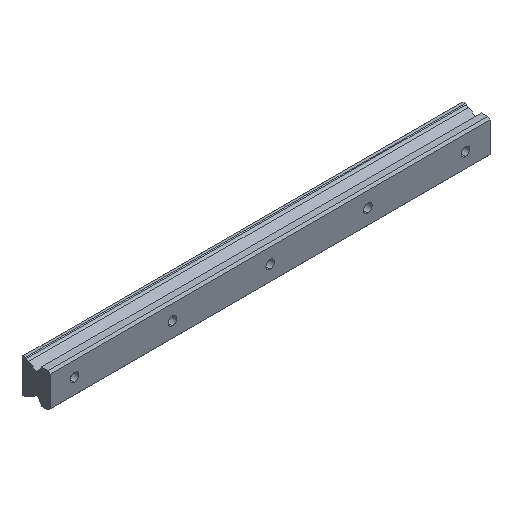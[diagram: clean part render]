
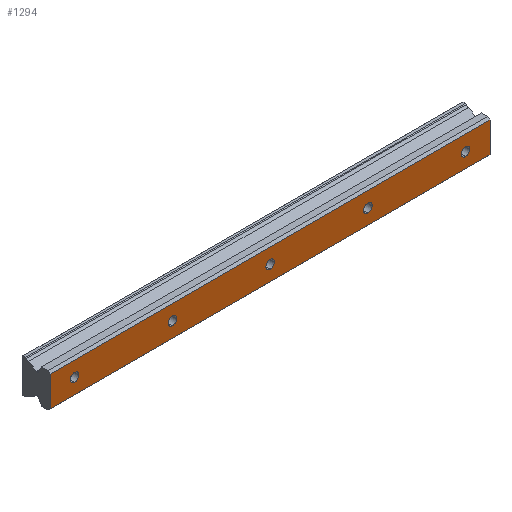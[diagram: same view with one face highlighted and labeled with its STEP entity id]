
A CAD part, isometric view. The second image highlights one B-rep face of the part: STEP entity #1294.
In plain terms, the highlighted planar face has unit normal (0, -1, 0).
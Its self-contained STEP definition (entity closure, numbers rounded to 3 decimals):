
#15 = CARTESIAN_POINT ( 'NONE',  ( 320., 0., 0. ) ) ;
#17 = CIRCLE ( 'NONE', #765, 3.5 ) ;
#18 = CARTESIAN_POINT ( 'NONE',  ( 80., 0., 0. ) ) ;
#28 = DIRECTION ( 'NONE',  ( 0., -1., 0. ) ) ;
#31 = ORIENTED_EDGE ( 'NONE', *, *, #979, .F. ) ;
#60 = DIRECTION ( 'NONE',  ( 0., 0., 1. ) ) ;
#69 = CIRCLE ( 'NONE', #483, 3.5 ) ;
#80 = VERTEX_POINT ( 'NONE', #1450 ) ;
#89 = DIRECTION ( 'NONE',  ( 0., 0., 1. ) ) ;
#92 = CARTESIAN_POINT ( 'NONE',  ( 240., 0., -3.5 ) ) ;
#114 = ORIENTED_EDGE ( 'NONE', *, *, #618, .F. ) ;
#122 = ORIENTED_EDGE ( 'NONE', *, *, #1531, .F. ) ;
#130 = CARTESIAN_POINT ( 'NONE',  ( 160., 0., -3.5 ) ) ;
#133 = CARTESIAN_POINT ( 'NONE',  ( 80., 0., 0. ) ) ;
#152 = CARTESIAN_POINT ( 'NONE',  ( 340., 0., 12.3 ) ) ;
#182 = ORIENTED_EDGE ( 'NONE', *, *, #795, .F. ) ;
#183 = CARTESIAN_POINT ( 'NONE',  ( 0., 0., 3.5 ) ) ;
#192 = DIRECTION ( 'NONE',  ( 0., 0., -1. ) ) ;
#239 = ORIENTED_EDGE ( 'NONE', *, *, #726, .F. ) ;
#256 = AXIS2_PLACEMENT_3D ( 'NONE', #720, #1257, #1505 ) ;
#258 = CIRCLE ( 'NONE', #256, 3.5 ) ;
#269 = ORIENTED_EDGE ( 'NONE', *, *, #1631, .F. ) ;
#305 = DIRECTION ( 'NONE',  ( 0., 0., 1. ) ) ;
#306 = VERTEX_POINT ( 'NONE', #1565 ) ;
#307 = DIRECTION ( 'NONE',  ( 0., 0., 1. ) ) ;
#336 = VECTOR ( 'NONE', #1557, 1000. ) ;
#368 = VECTOR ( 'NONE', #192, 1000. ) ;
#379 = EDGE_LOOP ( 'NONE', ( #645, #1121 ) ) ;
#388 = VERTEX_POINT ( 'NONE', #1705 ) ;
#401 = CIRCLE ( 'NONE', #1595, 3.5 ) ;
#406 = DIRECTION ( 'NONE',  ( 0., 0., 1. ) ) ;
#419 = EDGE_CURVE ( 'NONE', #888, #80, #401, .T. ) ;
#446 = LINE ( 'NONE', #152, #881 ) ;
#470 = EDGE_CURVE ( 'NONE', #1535, #729, #446, .T. ) ;
#483 = AXIS2_PLACEMENT_3D ( 'NONE', #133, #827, #406 ) ;
#493 = VERTEX_POINT ( 'NONE', #555 ) ;
#496 = CARTESIAN_POINT ( 'NONE',  ( 340., 0., -12.3 ) ) ;
#521 = ORIENTED_EDGE ( 'NONE', *, *, #862, .F. ) ;
#522 = VERTEX_POINT ( 'NONE', #183 ) ;
#524 = DIRECTION ( 'NONE',  ( 0., -1., 0. ) ) ;
#539 = CIRCLE ( 'NONE', #1240, 3.5 ) ;
#542 = CIRCLE ( 'NONE', #1516, 3.5 ) ;
#545 = ORIENTED_EDGE ( 'NONE', *, *, #941, .F. ) ;
#548 = CARTESIAN_POINT ( 'NONE',  ( 320., 0., 0. ) ) ;
#551 = VERTEX_POINT ( 'NONE', #901 ) ;
#555 = CARTESIAN_POINT ( 'NONE',  ( 80., 0., -3.5 ) ) ;
#582 = DIRECTION ( 'NONE',  ( 0., -1., 0. ) ) ;
#589 = LINE ( 'NONE', #1263, #1435 ) ;
#607 = FACE_BOUND ( 'NONE', #697, .T. ) ;
#614 = FACE_BOUND ( 'NONE', #379, .T. ) ;
#618 = EDGE_CURVE ( 'NONE', #1388, #522, #542, .T. ) ;
#632 = VERTEX_POINT ( 'NONE', #1066 ) ;
#644 = CIRCLE ( 'NONE', #1041, 3.5 ) ;
#645 = ORIENTED_EDGE ( 'NONE', *, *, #649, .F. ) ;
#649 = EDGE_CURVE ( 'NONE', #80, #888, #937, .T. ) ;
#684 = DIRECTION ( 'NONE',  ( 1., 0., 0. ) ) ;
#697 = EDGE_LOOP ( 'NONE', ( #1556, #990 ) ) ;
#700 = DIRECTION ( 'NONE',  ( 0., -1., 0. ) ) ;
#718 = EDGE_LOOP ( 'NONE', ( #31, #239 ) ) ;
#720 = CARTESIAN_POINT ( 'NONE',  ( 160., 0., 0. ) ) ;
#726 = EDGE_CURVE ( 'NONE', #493, #632, #1194, .T. ) ;
#729 = VERTEX_POINT ( 'NONE', #810 ) ;
#765 = AXIS2_PLACEMENT_3D ( 'NONE', #1253, #1533, #307 ) ;
#795 = EDGE_CURVE ( 'NONE', #551, #1415, #17, .T. ) ;
#810 = CARTESIAN_POINT ( 'NONE',  ( 340., 0., 12.3 ) ) ;
#827 = DIRECTION ( 'NONE',  ( 0., -1., 0. ) ) ;
#838 = DIRECTION ( 'NONE',  ( 0., -1., 0. ) ) ;
#853 = CARTESIAN_POINT ( 'NONE',  ( 160., 0., 0. ) ) ;
#860 = CARTESIAN_POINT ( 'NONE',  ( -20., 0., -12.3 ) ) ;
#862 = EDGE_CURVE ( 'NONE', #1415, #551, #644, .T. ) ;
#871 = VERTEX_POINT ( 'NONE', #860 ) ;
#881 = VECTOR ( 'NONE', #684, 1000. ) ;
#888 = VERTEX_POINT ( 'NONE', #1140 ) ;
#893 = FACE_BOUND ( 'NONE', #908, .T. ) ;
#901 = CARTESIAN_POINT ( 'NONE',  ( 240., 0., 3.5 ) ) ;
#908 = EDGE_LOOP ( 'NONE', ( #269, #114 ) ) ;
#937 = CIRCLE ( 'NONE', #1019, 3.5 ) ;
#941 = EDGE_CURVE ( 'NONE', #306, #871, #1455, .T. ) ;
#979 = EDGE_CURVE ( 'NONE', #632, #493, #69, .T. ) ;
#988 = DIRECTION ( 'NONE',  ( 0., -1., 0. ) ) ;
#990 = ORIENTED_EDGE ( 'NONE', *, *, #1618, .F. ) ;
#1007 = ORIENTED_EDGE ( 'NONE', *, *, #1355, .F. ) ;
#1009 = CARTESIAN_POINT ( 'NONE',  ( 240., 0., 0. ) ) ;
#1019 = AXIS2_PLACEMENT_3D ( 'NONE', #548, #28, #1345 ) ;
#1041 = AXIS2_PLACEMENT_3D ( 'NONE', #1009, #1540, #1523 ) ;
#1058 = DIRECTION ( 'NONE',  ( 0., 0., 1. ) ) ;
#1066 = CARTESIAN_POINT ( 'NONE',  ( 80., 0., 3.5 ) ) ;
#1121 = ORIENTED_EDGE ( 'NONE', *, *, #419, .F. ) ;
#1127 = EDGE_CURVE ( 'NONE', #388, #1708, #1398, .T. ) ;
#1140 = CARTESIAN_POINT ( 'NONE',  ( 320., 0., -3.5 ) ) ;
#1150 = DIRECTION ( 'NONE',  ( 0., 1., 0. ) ) ;
#1157 = PLANE ( 'NONE',  #1644 ) ;
#1175 = DIRECTION ( 'NONE',  ( 0., 0., 1. ) ) ;
#1194 = CIRCLE ( 'NONE', #1548, 3.5 ) ;
#1231 = EDGE_LOOP ( 'NONE', ( #182, #521 ) ) ;
#1240 = AXIS2_PLACEMENT_3D ( 'NONE', #1520, #582, #305 ) ;
#1253 = CARTESIAN_POINT ( 'NONE',  ( 240., 0., 0. ) ) ;
#1257 = DIRECTION ( 'NONE',  ( 0., -1., 0. ) ) ;
#1263 = CARTESIAN_POINT ( 'NONE',  ( -20., 0., 12.3 ) ) ;
#1294 = ADVANCED_FACE ( 'NONE', ( #1534, #893, #614, #1669, #607, #1567 ), #1157, .F. ) ;
#1295 = CARTESIAN_POINT ( 'NONE',  ( 340., 0., 12.3 ) ) ;
#1305 = LINE ( 'NONE', #1295, #368 ) ;
#1343 = DIRECTION ( 'NONE',  ( 0., 0., 1. ) ) ;
#1345 = DIRECTION ( 'NONE',  ( 0., 0., 1. ) ) ;
#1355 = EDGE_CURVE ( 'NONE', #729, #306, #1305, .T. ) ;
#1374 = EDGE_LOOP ( 'NONE', ( #545, #1007, #1399, #122 ) ) ;
#1388 = VERTEX_POINT ( 'NONE', #1433 ) ;
#1398 = CIRCLE ( 'NONE', #1643, 3.5 ) ;
#1399 = ORIENTED_EDGE ( 'NONE', *, *, #470, .F. ) ;
#1415 = VERTEX_POINT ( 'NONE', #92 ) ;
#1433 = CARTESIAN_POINT ( 'NONE',  ( 0., 0., -3.5 ) ) ;
#1435 = VECTOR ( 'NONE', #89, 1000. ) ;
#1449 = CARTESIAN_POINT ( 'NONE',  ( 0., 0., 0. ) ) ;
#1450 = CARTESIAN_POINT ( 'NONE',  ( 320., 0., 3.5 ) ) ;
#1455 = LINE ( 'NONE', #496, #336 ) ;
#1472 = DIRECTION ( 'NONE',  ( 0., 0., 1. ) ) ;
#1505 = DIRECTION ( 'NONE',  ( 0., 0., 1. ) ) ;
#1516 = AXIS2_PLACEMENT_3D ( 'NONE', #1449, #524, #1058 ) ;
#1520 = CARTESIAN_POINT ( 'NONE',  ( 0., 0., 0. ) ) ;
#1523 = DIRECTION ( 'NONE',  ( 0., 0., 1. ) ) ;
#1531 = EDGE_CURVE ( 'NONE', #871, #1535, #589, .T. ) ;
#1533 = DIRECTION ( 'NONE',  ( 0., -1., 0. ) ) ;
#1534 = FACE_OUTER_BOUND ( 'NONE', #1374, .T. ) ;
#1535 = VERTEX_POINT ( 'NONE', #1639 ) ;
#1540 = DIRECTION ( 'NONE',  ( 0., -1., 0. ) ) ;
#1548 = AXIS2_PLACEMENT_3D ( 'NONE', #18, #838, #1472 ) ;
#1556 = ORIENTED_EDGE ( 'NONE', *, *, #1127, .F. ) ;
#1557 = DIRECTION ( 'NONE',  ( -1., 0., 0. ) ) ;
#1565 = CARTESIAN_POINT ( 'NONE',  ( 340., 0., -12.3 ) ) ;
#1567 = FACE_BOUND ( 'NONE', #718, .T. ) ;
#1595 = AXIS2_PLACEMENT_3D ( 'NONE', #15, #700, #1343 ) ;
#1618 = EDGE_CURVE ( 'NONE', #1708, #388, #258, .T. ) ;
#1631 = EDGE_CURVE ( 'NONE', #522, #1388, #539, .T. ) ;
#1639 = CARTESIAN_POINT ( 'NONE',  ( -20., 0., 12.3 ) ) ;
#1643 = AXIS2_PLACEMENT_3D ( 'NONE', #853, #988, #60 ) ;
#1644 = AXIS2_PLACEMENT_3D ( 'NONE', #1686, #1150, #1175 ) ;
#1669 = FACE_BOUND ( 'NONE', #1231, .T. ) ;
#1686 = CARTESIAN_POINT ( 'NONE',  ( 340., 0., 12.3 ) ) ;
#1705 = CARTESIAN_POINT ( 'NONE',  ( 160., 0., 3.5 ) ) ;
#1708 = VERTEX_POINT ( 'NONE', #130 ) ;
